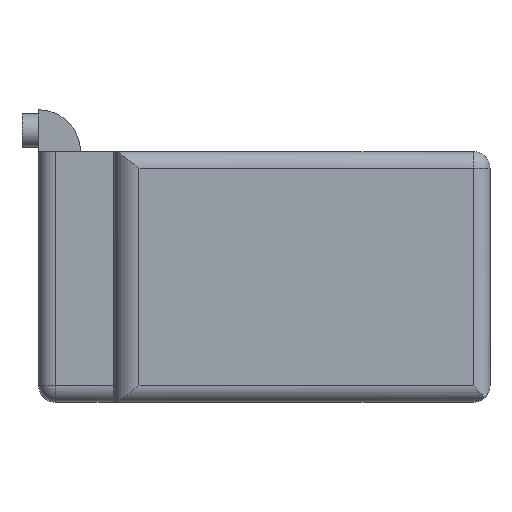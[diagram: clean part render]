
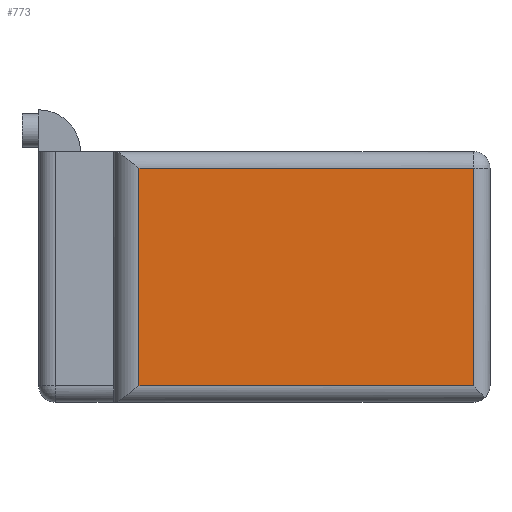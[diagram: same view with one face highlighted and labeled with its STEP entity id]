
A CAD part, left-side view. The second image highlights one B-rep face of the part: STEP entity #773.
In plain terms, the highlighted planar face has unit normal (-1, 0, 0).
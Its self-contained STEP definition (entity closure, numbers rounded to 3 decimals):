
#105=ORIENTED_EDGE('',*,*,#259,.T.);
#106=ORIENTED_EDGE('',*,*,#260,.T.);
#107=ORIENTED_EDGE('',*,*,#261,.T.);
#108=ORIENTED_EDGE('',*,*,#262,.T.);
#259=EDGE_CURVE('',#333,#334,#379,.F.);
#260=EDGE_CURVE('',#334,#335,#380,.T.);
#261=EDGE_CURVE('',#335,#336,#381,.F.);
#262=EDGE_CURVE('',#336,#333,#382,.F.);
#333=VERTEX_POINT('',#1095);
#334=VERTEX_POINT('',#1096);
#335=VERTEX_POINT('',#1098);
#336=VERTEX_POINT('',#1100);
#379=LINE('',#1094,#421);
#380=LINE('',#1097,#422);
#381=LINE('',#1099,#423);
#382=LINE('',#1101,#424);
#421=VECTOR('',#912,1000.);
#422=VECTOR('',#913,1000.);
#423=VECTOR('',#914,1000.);
#424=VECTOR('',#915,1000.);
#447=EDGE_LOOP('',(#105,#106,#107,#108));
#483=FACE_BOUND('',#447,.T.);
#519=PLANE('',#818);
#773=ADVANCED_FACE('',(#483),#519,.F.);
#818=AXIS2_PLACEMENT_3D('',#1093,#910,#911);
#910=DIRECTION('',(1.,0.,0.));
#911=DIRECTION('',(0.,0.,-1.));
#912=DIRECTION('',(0.,0.,1.));
#913=DIRECTION('',(0.,-1.,0.));
#914=DIRECTION('',(0.,0.,-1.));
#915=DIRECTION('',(0.,-1.,0.));
#1093=CARTESIAN_POINT('',(0.,54.,30.));
#1094=CARTESIAN_POINT('',(0.,42.,30.));
#1095=CARTESIAN_POINT('',(0.,42.,28.));
#1096=CARTESIAN_POINT('',(0.,42.,2.));
#1097=CARTESIAN_POINT('',(0.,54.,2.));
#1098=CARTESIAN_POINT('',(0.,2.,2.));
#1099=CARTESIAN_POINT('',(0.,2.,30.));
#1100=CARTESIAN_POINT('',(0.,2.,28.));
#1101=CARTESIAN_POINT('',(0.,42.,28.));
